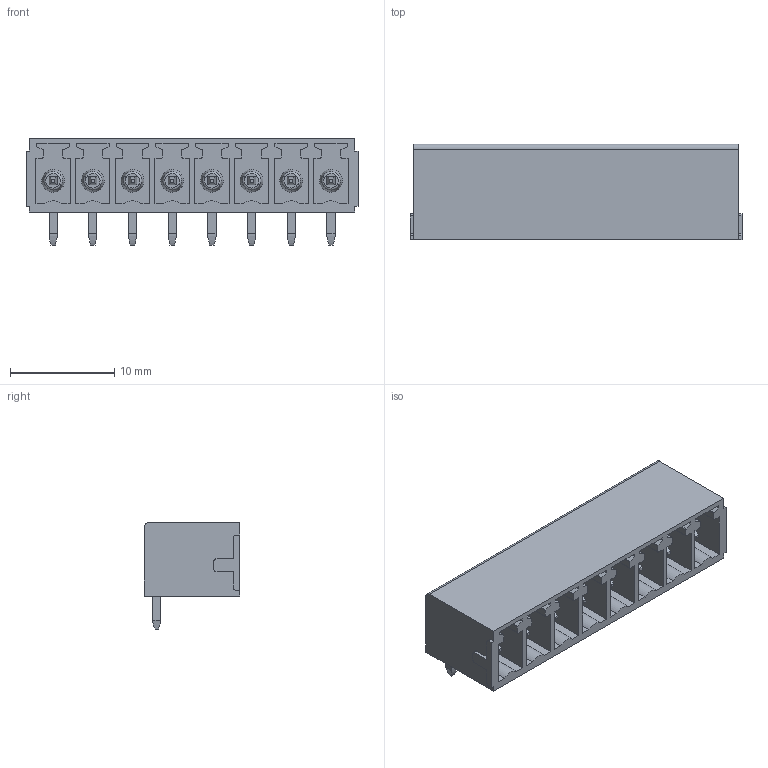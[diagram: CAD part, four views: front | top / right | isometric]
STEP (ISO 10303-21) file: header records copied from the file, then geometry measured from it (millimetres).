
FILE_DESCRIPTION(('CATIA V5 STEP Exchange','CAx-IF Rec.Pracs.--- Model Styling and Organization---1.2---2011-12-15'),'2;1');
FILE_NAME ('D1456252_0_1793180000_1793180000.stp','2018-09-29T03:53:09+00:00',('none'),('Weidmueller'),'CATIA Version 5-6 Release 2014','CATIA V5 STEP AP214','none');
FILE_SCHEMA(('AUTOMOTIVE_DESIGN { 1 0 10303 214 1 1 1 1 }'));
Length unit declared in the file: millimetre
Products named in the file (1): 1793180000
Bounding box: 31.87 x 9.2 x 10.25 mm (x, y, z)
Volume: 916.5 mm3; surface area: 2991.7 mm2
Topology: 9 solids, 9 shells, 651 faces, 1866 edges, 1257 vertices
Faces by surface type: plane 466, cylinder 153, cone 16, torus 16
Entity records: 19722 total; most frequent: CARTESIAN_POINT 3840, ORIENTED_EDGE 3732, DIRECTION 2534, EDGE_CURVE 1866, VECTOR 1464, LINE 1464, VERTEX_POINT 1257, AXIS2_PLACEMENT_3D 701
